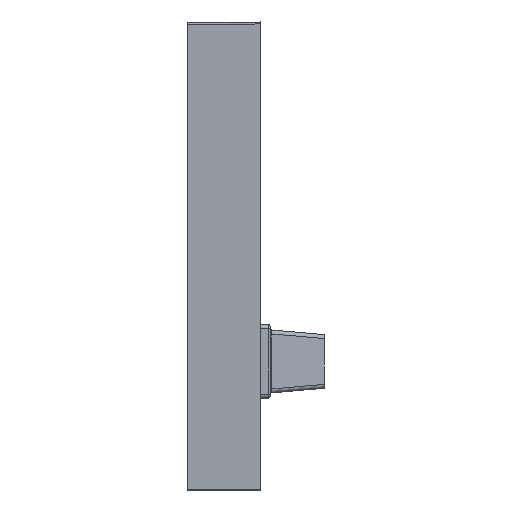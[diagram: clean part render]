
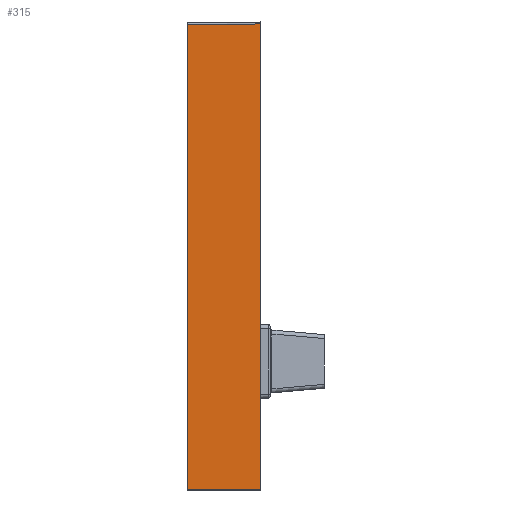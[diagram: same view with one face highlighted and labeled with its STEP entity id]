
A CAD part, left-side view. The second image highlights one B-rep face of the part: STEP entity #315.
In plain terms, the highlighted planar face has unit normal (-1, 0.021, 0).
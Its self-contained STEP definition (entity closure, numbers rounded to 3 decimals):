
#80 = VERTEX_POINT ( 'NONE', #5226 ) ;
#315 = ADVANCED_FACE ( 'NONE', ( #2268 ), #13701, .T. ) ;
#349 = LINE ( 'NONE', #6246, #14058 ) ;
#474 = EDGE_CURVE ( 'NONE', #80, #1356, #349, .T. ) ;
#1356 = VERTEX_POINT ( 'NONE', #11744 ) ;
#1416 = CARTESIAN_POINT ( 'NONE',  ( -1126.5, -0.017, 240.5 ) ) ;
#2131 = VERTEX_POINT ( 'NONE', #8276 ) ;
#2184 = EDGE_LOOP ( 'NONE', ( #10712, #2380, #8606, #9731 ) ) ;
#2268 = FACE_OUTER_BOUND ( 'NONE', #2184, .T. ) ;
#2380 = ORIENTED_EDGE ( 'NONE', *, *, #9745, .T. ) ;
#2541 = VECTOR ( 'NONE', #9464, 1000. ) ;
#2579 = CARTESIAN_POINT ( 'NONE',  ( -1126.5, 0., 242.5 ) ) ;
#2958 = DIRECTION ( 'NONE',  ( -0.021, -1., 0. ) ) ;
#3274 = CARTESIAN_POINT ( 'NONE',  ( -1126.5, 0., 242.5 ) ) ;
#3394 = DIRECTION ( 'NONE',  ( 0.021, 1., 0. ) ) ;
#3469 = DIRECTION ( 'NONE',  ( -1., 0.021, 0. ) ) ;
#3573 = EDGE_CURVE ( 'NONE', #4903, #80, #5612, .T. ) ;
#4607 = CARTESIAN_POINT ( 'NONE',  ( -1126.5, 0., 240.5 ) ) ;
#4733 = VECTOR ( 'NONE', #10147, 1000. ) ;
#4903 = VERTEX_POINT ( 'NONE', #4607 ) ;
#5226 = CARTESIAN_POINT ( 'NONE',  ( -1126.5, 0., -235.5 ) ) ;
#5612 = LINE ( 'NONE', #3274, #4733 ) ;
#5953 = EDGE_CURVE ( 'NONE', #4903, #2131, #8272, .T. ) ;
#6246 = CARTESIAN_POINT ( 'NONE',  ( -1126.5, 0., -235.5 ) ) ;
#6350 = CARTESIAN_POINT ( 'NONE',  ( -1128.071, -75., 242.5 ) ) ;
#7169 = AXIS2_PLACEMENT_3D ( 'NONE', #2579, #3469, #3394 ) ;
#7791 = VECTOR ( 'NONE', #10912, 1000. ) ;
#8272 = LINE ( 'NONE', #1416, #2541 ) ;
#8276 = CARTESIAN_POINT ( 'NONE',  ( -1128.071, -75., 241.155 ) ) ;
#8606 = ORIENTED_EDGE ( 'NONE', *, *, #5953, .F. ) ;
#9464 = DIRECTION ( 'NONE',  ( -0.021, -1., 0.009 ) ) ;
#9731 = ORIENTED_EDGE ( 'NONE', *, *, #3573, .T. ) ;
#9745 = EDGE_CURVE ( 'NONE', #1356, #2131, #13350, .T. ) ;
#10147 = DIRECTION ( 'NONE',  ( 0., 0., -1. ) ) ;
#10712 = ORIENTED_EDGE ( 'NONE', *, *, #474, .T. ) ;
#10912 = DIRECTION ( 'NONE',  ( 0., 0., 1. ) ) ;
#11744 = CARTESIAN_POINT ( 'NONE',  ( -1128.071, -75., -235.5 ) ) ;
#13350 = LINE ( 'NONE', #6350, #7791 ) ;
#13701 = PLANE ( 'NONE',  #7169 ) ;
#14058 = VECTOR ( 'NONE', #2958, 1000. ) ;
